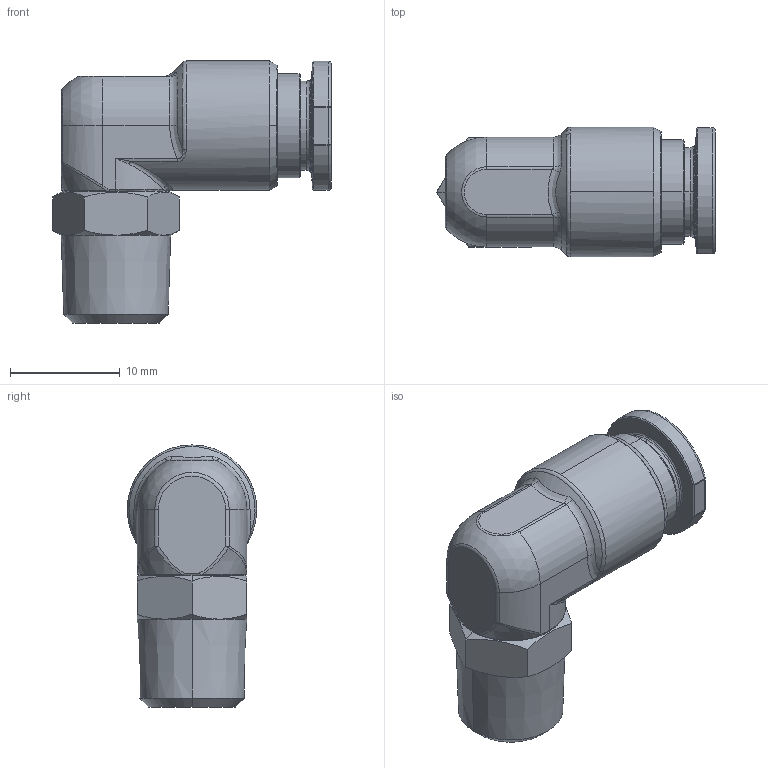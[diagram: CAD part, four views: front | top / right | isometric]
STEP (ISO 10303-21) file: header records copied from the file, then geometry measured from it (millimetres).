
FILE_DESCRIPTION(/* description */ ('AP214 STEP file'),/* implementation_level */ '2;1');
FILE_NAME(/* name */ 'SSPL6-01_.stp',/* time_stamp */ '2021-12-21T10:16:42+09:00',/* author */ (''),/* organization */ (''),/* preprocessor_version */ 'ST-DEVELOPER v17.1',/* originating_system */ 'Elysium Co. Ltd. STEP Translator v8.1.0.6',/* authorisation */ '');
FILE_SCHEMA (('AUTOMOTIVE_DESIGN { 1 0 10303 214 3 1 1 }'));
Length unit declared in the file: millimetre
Products named in the file (1): SSPL6-01_
Bounding box: 25.42 x 11.8 x 23.9 mm (x, y, z)
Volume: 2797.8 mm3; surface area: 1831 mm2
Topology: 1 solids, 1 shells, 113 faces, 259 edges, 146 vertices
Faces by surface type: cylinder 27, bspline 23, cone 20, plane 19, torus 18, sphere 5, extrusion 1
Entity records: 2802 total; most frequent: CARTESIAN_POINT 800, ORIENTED_EDGE 506, EDGE_CURVE 253, AXIS2_PLACEMENT_3D 205, VERTEX_POINT 146, EDGE_LOOP 117, CIRCLE 115, ADVANCED_FACE 113
